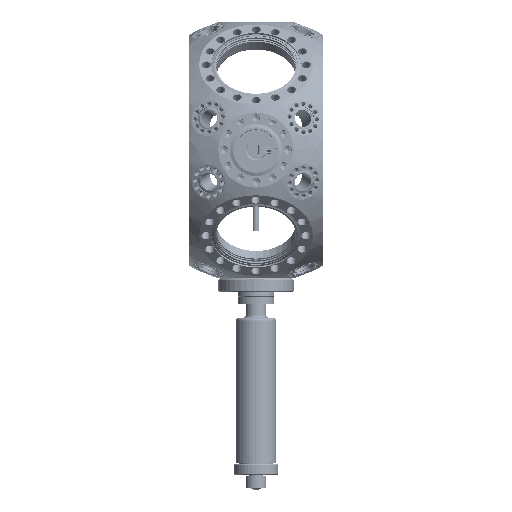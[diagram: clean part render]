
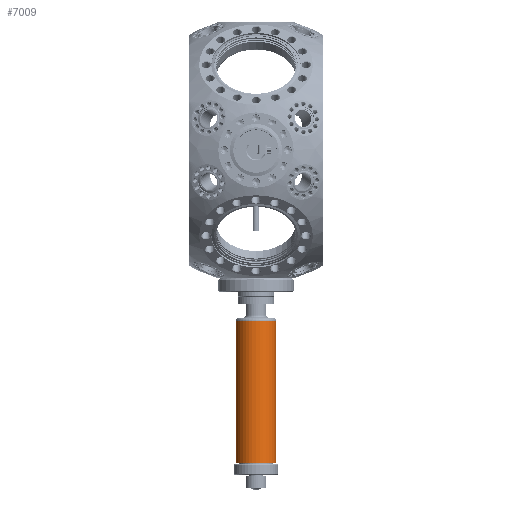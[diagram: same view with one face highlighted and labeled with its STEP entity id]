
A CAD part, top view. The second image highlights one B-rep face of the part: STEP entity #7009.
In plain terms, the highlighted cylindrical face has radius 18.669 mm (diameter 37.338 mm), a full revolution.
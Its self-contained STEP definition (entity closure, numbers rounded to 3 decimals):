
#4932=CYLINDRICAL_SURFACE('',#38661,18.669);
#7009=ADVANCED_FACE('',(#12893,#12894),#4932,.T.);
#12893=FACE_BOUND('',#16850,.T.);
#12894=FACE_BOUND('',#16851,.T.);
#16850=EDGE_LOOP('',(#21558));
#16851=EDGE_LOOP('',(#21559));
#21558=ORIENTED_EDGE('',*,*,#30628,.T.);
#21559=ORIENTED_EDGE('',*,*,#30627,.F.);
#27549=VERTEX_POINT('',#57382);
#27550=VERTEX_POINT('',#57385);
#30627=EDGE_CURVE('',#27549,#27549,#34365,.T.);
#30628=EDGE_CURVE('',#27550,#27550,#34366,.T.);
#34365=CIRCLE('',#38658,18.669);
#34366=CIRCLE('',#38660,18.669);
#38658=AXIS2_PLACEMENT_3D('',#57381,#47490,#47491);
#38660=AXIS2_PLACEMENT_3D('',#57384,#47494,#47495);
#38661=AXIS2_PLACEMENT_3D('',#57386,#47496,#47497);
#47490=DIRECTION('',(0.,0.,-1.));
#47491=DIRECTION('',(-1.,0.,0.));
#47494=DIRECTION('',(0.,0.,-1.));
#47495=DIRECTION('',(-1.,0.,0.));
#47496=DIRECTION('',(0.,0.,-1.));
#47497=DIRECTION('',(-1.,0.,0.));
#57381=CARTESIAN_POINT('',(0.,0.,-153.075));
#57382=CARTESIAN_POINT('',(-18.669,0.,-153.075));
#57384=CARTESIAN_POINT('',(0.,0.,-21.55));
#57385=CARTESIAN_POINT('',(-18.669,0.,-21.55));
#57386=CARTESIAN_POINT('',(0.,0.,0.));
